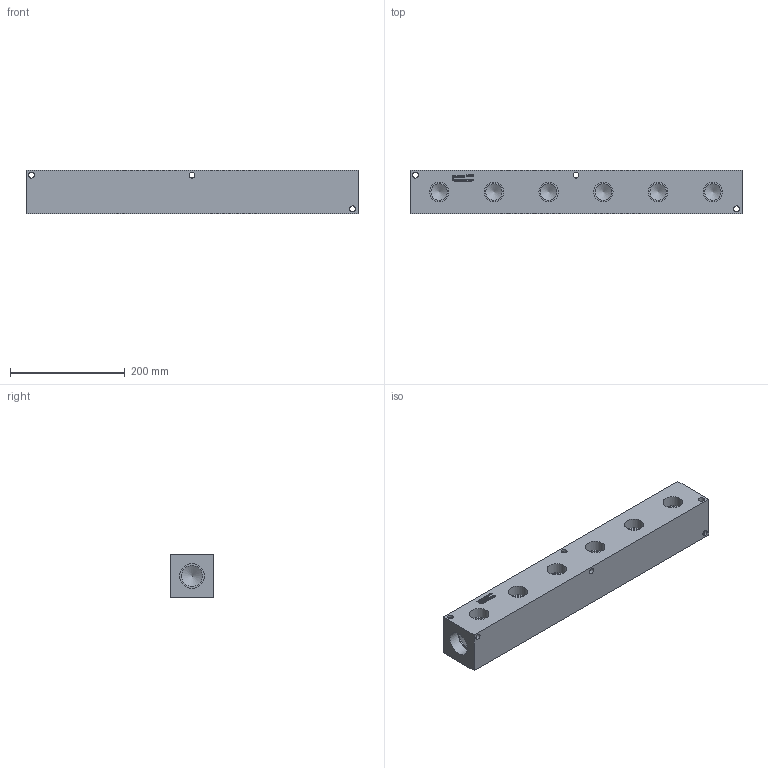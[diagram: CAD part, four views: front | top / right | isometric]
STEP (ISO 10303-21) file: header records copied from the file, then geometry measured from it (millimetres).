
FILE_DESCRIPTION(/* description */ (''),/* implementation_level */ '2;1');
FILE_NAME(/* name */ '_H1800616P.stp',/* time_stamp */ '2020-05-05T13:48:43-04:00',/* author */ ('devonn'),/* organization */ (''),/* preprocessor_version */ 'ST-DEVELOPER v17',/* originating_system */ 'Autodesk Inventor 2019',/* authorisation */ '');
FILE_SCHEMA (('AUTOMOTIVE_DESIGN { 1 0 10303 214 3 1 1 }'));
Length unit declared in the file: millimetre
Products named in the file (1): Part_AH1800616P_3D
Bounding box: 577.85 x 76.2 x 76.2 mm (x, y, z)
Volume: 3023063 mm3; surface area: 232701.2 mm2
Topology: 1 solids, 1 shells, 389 faces, 1066 edges, 716 vertices
Faces by surface type: plane 236, bspline 99, cylinder 40, cone 14
Full cylindrical faces by diameter (mm): 10.312 x12, 28.575 x12, 33.706 x12, 36.906 x2, 42.469 x2
Entity records: 13121 total; most frequent: CARTESIAN_POINT 3445, ORIENTED_EDGE 2104, DIRECTION 1564, EDGE_CURVE 1052, LINE 726, VECTOR 726, VERTEX_POINT 716, EDGE_LOOP 458
